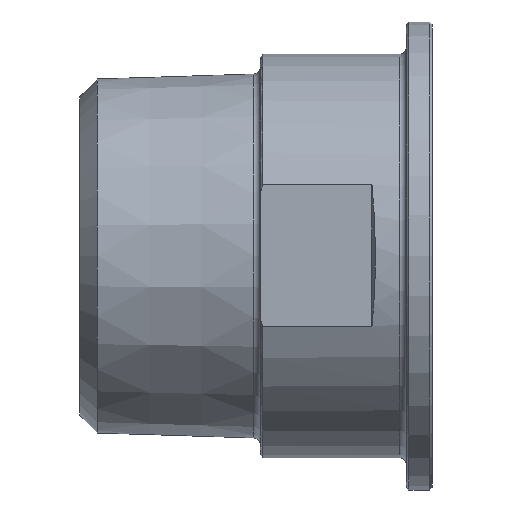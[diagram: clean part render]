
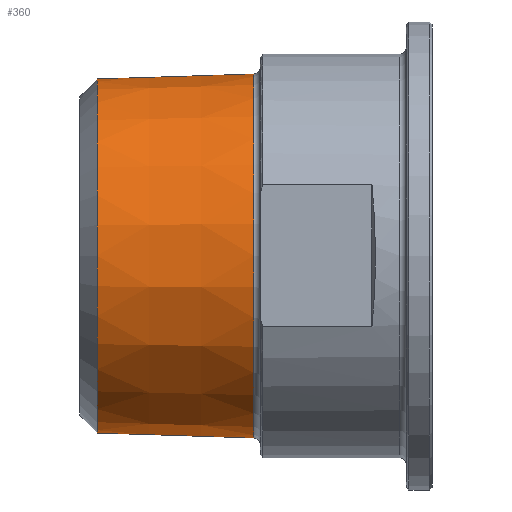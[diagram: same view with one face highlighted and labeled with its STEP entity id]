
A CAD part, top view. The second image highlights one B-rep face of the part: STEP entity #360.
In plain terms, the highlighted conical face has half-angle 1.8 degrees and reference radius 20.88 mm.
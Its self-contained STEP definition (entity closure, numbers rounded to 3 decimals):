
#27=CONICAL_SURFACE('',#429,20.88,0.031);
#52=CIRCLE('',#426,21.186);
#54=CIRCLE('',#428,21.186);
#55=CIRCLE('',#430,20.613);
#56=CIRCLE('',#431,20.613);
#83=FACE_OUTER_BOUND('',#108,.T.);
#108=EDGE_LOOP('',(#322,#323,#324,#325,#326,#327));
#125=LINE('',#663,#142);
#142=VECTOR('',#546,20.88);
#176=VERTEX_POINT('',#656);
#177=VERTEX_POINT('',#657);
#178=VERTEX_POINT('',#662);
#179=VERTEX_POINT('',#664);
#224=EDGE_CURVE('',#176,#177,#52,.T.);
#226=EDGE_CURVE('',#177,#176,#54,.T.);
#227=EDGE_CURVE('',#176,#178,#125,.T.);
#228=EDGE_CURVE('',#179,#178,#55,.T.);
#229=EDGE_CURVE('',#178,#179,#56,.T.);
#322=ORIENTED_EDGE('',*,*,#224,.F.);
#323=ORIENTED_EDGE('',*,*,#227,.T.);
#324=ORIENTED_EDGE('',*,*,#228,.F.);
#325=ORIENTED_EDGE('',*,*,#229,.F.);
#326=ORIENTED_EDGE('',*,*,#227,.F.);
#327=ORIENTED_EDGE('',*,*,#226,.F.);
#360=ADVANCED_FACE('',(#83),#27,.T.);
#426=AXIS2_PLACEMENT_3D('',#658,#538,#539);
#428=AXIS2_PLACEMENT_3D('',#660,#542,#543);
#429=AXIS2_PLACEMENT_3D('',#661,#544,#545);
#430=AXIS2_PLACEMENT_3D('',#665,#547,#548);
#431=AXIS2_PLACEMENT_3D('',#666,#549,#550);
#538=DIRECTION('center_axis',(1.,0.,0.));
#539=DIRECTION('ref_axis',(0.,-1.,0.));
#542=DIRECTION('center_axis',(1.,0.,0.));
#543=DIRECTION('ref_axis',(0.,-1.,0.));
#544=DIRECTION('center_axis',(1.,0.,0.));
#545=DIRECTION('ref_axis',(0.,1.,0.));
#546=DIRECTION('',(-1.,0.031,0.));
#547=DIRECTION('center_axis',(-1.,0.,0.));
#548=DIRECTION('ref_axis',(0.,-1.,0.));
#549=DIRECTION('center_axis',(-1.,0.,0.));
#550=DIRECTION('ref_axis',(0.,-1.,0.));
#656=CARTESIAN_POINT('',(-20.775,-21.186,0.));
#657=CARTESIAN_POINT('',(-20.775,0.,21.186));
#658=CARTESIAN_POINT('Origin',(-20.775,0.,0.));
#660=CARTESIAN_POINT('Origin',(-20.775,0.,0.));
#661=CARTESIAN_POINT('Origin',(-30.5,0.,0.));
#662=CARTESIAN_POINT('',(-39.001,-20.613,0.));
#663=CARTESIAN_POINT('',(-30.5,-20.88,0.));
#664=CARTESIAN_POINT('',(-39.001,20.613,0.));
#665=CARTESIAN_POINT('Origin',(-39.001,0.,0.));
#666=CARTESIAN_POINT('Origin',(-39.001,0.,0.));
